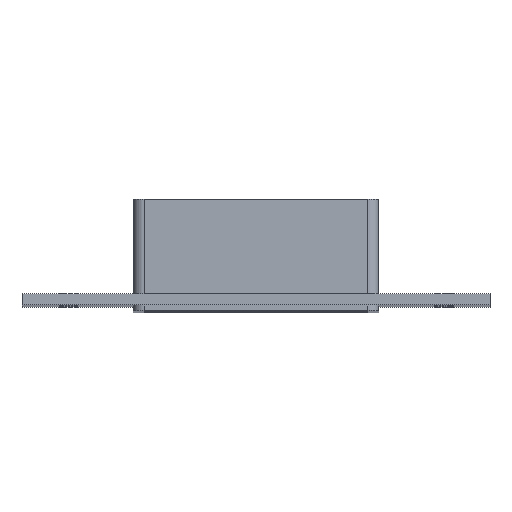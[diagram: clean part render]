
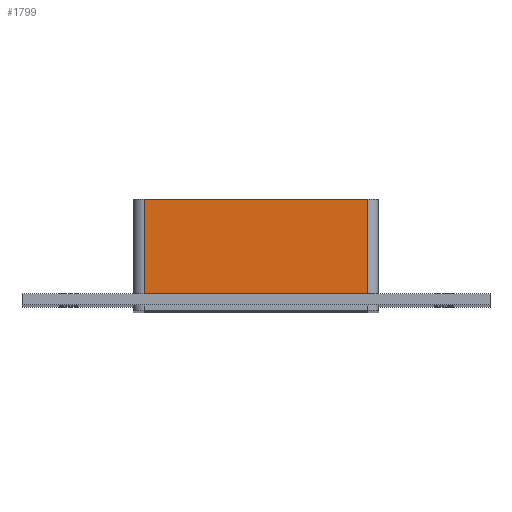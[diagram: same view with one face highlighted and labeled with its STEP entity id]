
A CAD part, top view. The second image highlights one B-rep face of the part: STEP entity #1799.
In plain terms, the highlighted planar face has unit normal (0, 0, 1).
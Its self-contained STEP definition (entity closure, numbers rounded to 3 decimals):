
#1060=CARTESIAN_POINT('',(60.25,6.,343.));
#1061=VERTEX_POINT('',#1060);
#1069=CARTESIAN_POINT('',(-60.25,6.,343.));
#1070=VERTEX_POINT('',#1069);
#1071=CARTESIAN_POINT('',(-60.25,6.,343.));
#1072=DIRECTION('',(1.0,0.0,0.0));
#1073=VECTOR('',#1072,120.5);
#1074=LINE('',#1071,#1073);
#1075=EDGE_CURVE('',#1070,#1061,#1074,.T.);
#1410=CARTESIAN_POINT('',(60.25,57.0,343.));
#1411=VERTEX_POINT('',#1410);
#1419=CARTESIAN_POINT('',(60.25,57.0,343.));
#1420=DIRECTION('',(0.0,-1.0,0.0));
#1421=VECTOR('',#1420,51.0);
#1422=LINE('',#1419,#1421);
#1423=EDGE_CURVE('',#1411,#1061,#1422,.T.);
#1764=CARTESIAN_POINT('',(-60.25,57.0,343.));
#1765=VERTEX_POINT('',#1764);
#1766=CARTESIAN_POINT('',(-60.25,6.,343.));
#1767=DIRECTION('',(0.0,1.0,0.0));
#1768=VECTOR('',#1767,51.0);
#1769=LINE('',#1766,#1768);
#1770=EDGE_CURVE('',#1070,#1765,#1769,.T.);
#1783=CARTESIAN_POINT('',(-66.25,0.0,343.));
#1784=DIRECTION('',(0.0,0.0,1.0));
#1785=DIRECTION('',(1.0,0.0,0.0));
#1786=AXIS2_PLACEMENT_3D('',#1783,#1784,#1785);
#1787=PLANE('',#1786);
#1788=ORIENTED_EDGE('',*,*,#1075,.T.);
#1789=ORIENTED_EDGE('',*,*,#1423,.F.);
#1790=CARTESIAN_POINT('',(-60.25,57.0,343.));
#1791=DIRECTION('',(1.0,0.0,0.0));
#1792=VECTOR('',#1791,120.5);
#1793=LINE('',#1790,#1792);
#1794=EDGE_CURVE('',#1765,#1411,#1793,.T.);
#1795=ORIENTED_EDGE('',*,*,#1794,.F.);
#1796=ORIENTED_EDGE('',*,*,#1770,.F.);
#1797=EDGE_LOOP('',(#1788,#1789,#1795,#1796));
#1798=FACE_OUTER_BOUND('',#1797,.T.);
#1799=ADVANCED_FACE('',(#1798),#1787,.T.);
